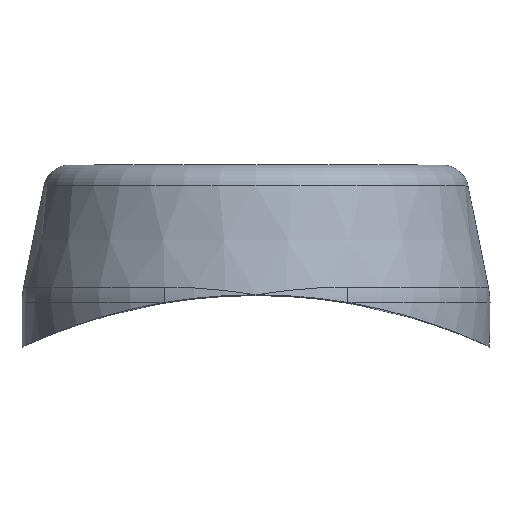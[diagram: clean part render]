
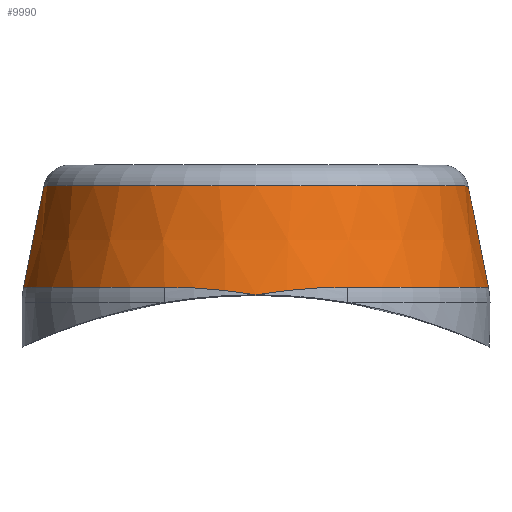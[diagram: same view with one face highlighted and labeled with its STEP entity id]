
A CAD part, top view. The second image highlights one B-rep face of the part: STEP entity #9990.
In plain terms, the highlighted conical face has half-angle 11.31 degrees and reference radius 9 mm.
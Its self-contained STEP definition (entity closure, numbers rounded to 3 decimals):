
#241 = VERTEX_POINT ( 'NONE', #1890 ) ;
#394 = EDGE_CURVE ( 'NONE', #600, #7247, #8657, .T. ) ;
#466 = ORIENTED_EDGE ( 'NONE', *, *, #394, .T. ) ;
#600 = VERTEX_POINT ( 'NONE', #6004 ) ;
#666 = VERTEX_POINT ( 'NONE', #7887 ) ;
#940 = LINE ( 'NONE', #12365, #1417 ) ;
#1111 = CIRCLE ( 'NONE', #4063, 8.942 ) ;
#1228 = CARTESIAN_POINT ( 'NONE',  ( -2.953, 0.291, 8.462 ) ) ;
#1311 = CARTESIAN_POINT ( 'NONE',  ( -2.37, 0.269, 8.648 ) ) ;
#1417 = VECTOR ( 'NONE', #4474, 1000. ) ;
#1430 = DIRECTION ( 'NONE',  ( 0., 1., 0. ) ) ;
#1890 = CARTESIAN_POINT ( 'NONE',  ( 0., 0., 9. ) ) ;
#1919 = DIRECTION ( 'NONE',  ( 0., -1., 0. ) ) ;
#2197 = CARTESIAN_POINT ( 'NONE',  ( 8.161, 4.196, 0. ) ) ;
#2231 = ORIENTED_EDGE ( 'NONE', *, *, #11597, .T. ) ;
#2233 = CARTESIAN_POINT ( 'NONE',  ( -3.514, 0.291, 8.222 ) ) ;
#2272 = CARTESIAN_POINT ( 'NONE',  ( -0.601, 0.1, 8.98 ) ) ;
#2828 = EDGE_CURVE ( 'NONE', #4808, #666, #8154, .T. ) ;
#2918 = DIRECTION ( 'NONE',  ( -1., 0., 0. ) ) ;
#3232 = CARTESIAN_POINT ( 'NONE',  ( 0., 0.291, 0. ) ) ;
#3337 = CARTESIAN_POINT ( 'NONE',  ( 0.3, 0.048, 8.987 ) ) ;
#3377 = CARTESIAN_POINT ( 'NONE',  ( 0.148, 0.025, 8.995 ) ) ;
#3451 = CARTESIAN_POINT ( 'NONE',  ( 9., 0., 0. ) ) ;
#3537 = CARTESIAN_POINT ( 'NONE',  ( 3.514, 0.291, 8.222 ) ) ;
#4063 = AXIS2_PLACEMENT_3D ( 'NONE', #12264, #1430, #11361 ) ;
#4234 = DIRECTION ( 'NONE',  ( 0., 1., 0. ) ) ;
#4328 = CARTESIAN_POINT ( 'NONE',  ( 1.194, 0.167, 8.892 ) ) ;
#4474 = DIRECTION ( 'NONE',  ( -0.196, -0.981, 0. ) ) ;
#4808 = VERTEX_POINT ( 'NONE', #2197 ) ;
#5197 = CARTESIAN_POINT ( 'NONE',  ( -3.514, 0.291, 8.222 ) ) ;
#5368 = CARTESIAN_POINT ( 'NONE',  ( 1.489, 0.197, 8.841 ) ) ;
#5409 = CARTESIAN_POINT ( 'NONE',  ( 0.748, 0.112, 8.948 ) ) ;
#5475 = AXIS2_PLACEMENT_3D ( 'NONE', #12902, #1919, #2918 ) ;
#5896 = AXIS2_PLACEMENT_3D ( 'NONE', #3232, #4234, #12244 ) ;
#6004 = CARTESIAN_POINT ( 'NONE',  ( -8.942, 0.291, 0. ) ) ;
#6122 = EDGE_CURVE ( 'NONE', #7247, #241, #8688, .T. ) ;
#6141 = CARTESIAN_POINT ( 'NONE',  ( 0., 0., 0. ) ) ;
#6191 = DIRECTION ( 'NONE',  ( 0., -1., 0. ) ) ;
#6553 = CONICAL_SURFACE ( 'NONE', #12962, 9., 0.197 ) ;
#6738 = VECTOR ( 'NONE', #10388, 1000. ) ;
#7077 = ORIENTED_EDGE ( 'NONE', *, *, #8400, .T. ) ;
#7101 = DIRECTION ( 'NONE',  ( 1., 0., 0. ) ) ;
#7247 = VERTEX_POINT ( 'NONE', #5197 ) ;
#7642 = EDGE_CURVE ( 'NONE', #4808, #10386, #11844, .T. ) ;
#7887 = CARTESIAN_POINT ( 'NONE',  ( 8.942, 0.291, 0. ) ) ;
#8090 = B_SPLINE_CURVE_WITH_KNOTS ( 'NONE', 3,
 ( #11479, #3377, #3337, #9374, #5409, #4328, #5368, #9420, #12524, #12393 ),
 .UNSPECIFIED., .F., .F.,
 ( 4, 2, 2, 2, 4 ),
 ( 0., 0., 0.001, 0.002, 0.004 ),
 .UNSPECIFIED. ) ;
#8154 = LINE ( 'NONE', #3451, #6738 ) ;
#8400 = EDGE_CURVE ( 'NONE', #11540, #666, #1111, .T. ) ;
#8540 = CARTESIAN_POINT ( 'NONE',  ( -8.161, 4.196, 0. ) ) ;
#8657 = CIRCLE ( 'NONE', #5896, 8.942 ) ;
#8676 = EDGE_CURVE ( 'NONE', #241, #11540, #8090, .T. ) ;
#8684 = EDGE_LOOP ( 'NONE', ( #11032, #2231, #466, #12032, #9787, #7077, #10239 ) ) ;
#8688 = B_SPLINE_CURVE_WITH_KNOTS ( 'NONE', 3,
 ( #2233, #1228, #1311, #9182, #2272, #12191 ),
 .UNSPECIFIED., .F., .F.,
 ( 4, 2, 4 ),
 ( 0., 0.002, 0.004 ),
 .UNSPECIFIED. ) ;
#9182 = CARTESIAN_POINT ( 'NONE',  ( -1.196, 0.173, 8.905 ) ) ;
#9374 = CARTESIAN_POINT ( 'NONE',  ( 0.599, 0.092, 8.963 ) ) ;
#9420 = CARTESIAN_POINT ( 'NONE',  ( 2.37, 0.269, 8.648 ) ) ;
#9787 = ORIENTED_EDGE ( 'NONE', *, *, #8676, .T. ) ;
#9990 = ADVANCED_FACE ( 'NONE', ( #10154 ), #6553, .T. ) ;
#10154 = FACE_OUTER_BOUND ( 'NONE', #8684, .T. ) ;
#10239 = ORIENTED_EDGE ( 'NONE', *, *, #2828, .F. ) ;
#10386 = VERTEX_POINT ( 'NONE', #8540 ) ;
#10388 = DIRECTION ( 'NONE',  ( 0.196, -0.981, 0. ) ) ;
#11032 = ORIENTED_EDGE ( 'NONE', *, *, #7642, .T. ) ;
#11361 = DIRECTION ( 'NONE',  ( 1., 0., 0. ) ) ;
#11479 = CARTESIAN_POINT ( 'NONE',  ( 0., 0., 9. ) ) ;
#11540 = VERTEX_POINT ( 'NONE', #3537 ) ;
#11597 = EDGE_CURVE ( 'NONE', #10386, #600, #940, .T. ) ;
#11844 = CIRCLE ( 'NONE', #5475, 8.161 ) ;
#12032 = ORIENTED_EDGE ( 'NONE', *, *, #6122, .T. ) ;
#12191 = CARTESIAN_POINT ( 'NONE',  ( 0., 0., 9. ) ) ;
#12244 = DIRECTION ( 'NONE',  ( 1., 0., 0. ) ) ;
#12264 = CARTESIAN_POINT ( 'NONE',  ( 0., 0.291, 0. ) ) ;
#12365 = CARTESIAN_POINT ( 'NONE',  ( -9., 0., 0. ) ) ;
#12393 = CARTESIAN_POINT ( 'NONE',  ( 3.514, 0.291, 8.222 ) ) ;
#12524 = CARTESIAN_POINT ( 'NONE',  ( 2.952, 0.291, 8.462 ) ) ;
#12902 = CARTESIAN_POINT ( 'NONE',  ( 0., 4.196, 0. ) ) ;
#12962 = AXIS2_PLACEMENT_3D ( 'NONE', #6141, #6191, #7101 ) ;
